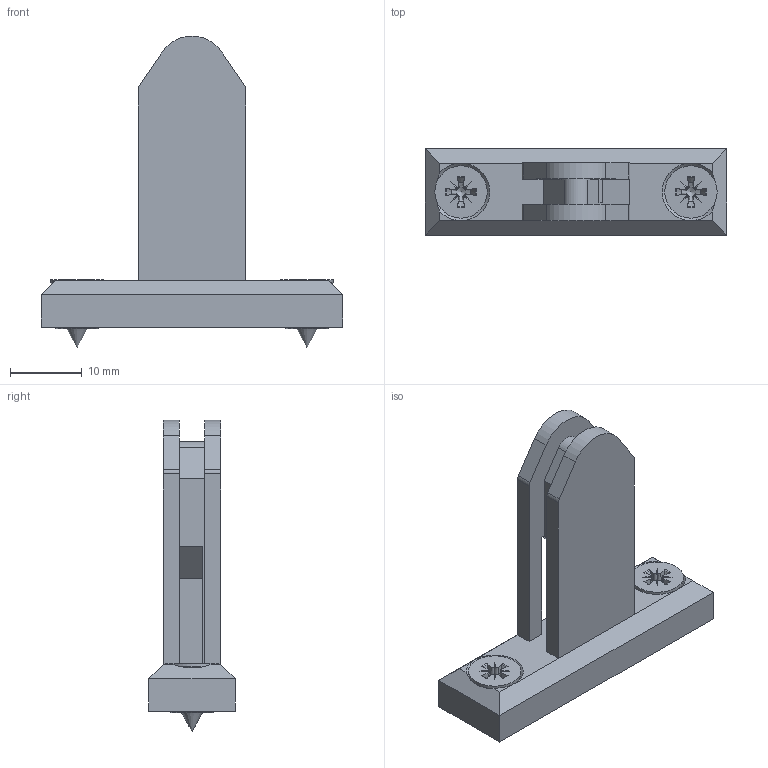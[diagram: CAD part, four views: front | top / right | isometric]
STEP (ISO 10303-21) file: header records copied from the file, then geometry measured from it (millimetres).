
FILE_DESCRIPTION(/* description */ (''),/* implementation_level */ '2;1');
FILE_NAME(/* name */ 'PB-AXISPRO-ZNACZ-FRONT.stp',/* time_stamp */ '2023-08-24T12:11:38+02:00',/* author */ ('tomaszw'),/* organization */ (''),/* preprocessor_version */ 'ST-DEVELOPER v19.2',/* originating_system */ 'Autodesk Inventor 2023',/* authorisation */ '');
FILE_SCHEMA (('AUTOMOTIVE_DESIGN { 1 0 10303 214 3 1 1 }'));
Length unit declared in the file: millimetre
Products named in the file (4): PB-AXISPRO-ZNACZ-FRONT; znacznik frontu; ISO 7050 - ST 3,5 x 9,5 - C - Z; ISO 4032 - M4
Assembly tree (5 placements, depth 2):
  PB-AXISPRO-ZNACZ-FRONT
    znacznik frontu
    ISO 7050 - ST 3,5 x 9,5 - C - Z  x2
    ISO 4032 - M4  x2
Bounding box: 42 x 12 x 43.4 mm (x, y, z)
Volume: 5026.7 mm3; surface area: 4809.6 mm2
Topology: 5 solids, 5 shells, 186 faces, 496 edges, 318 vertices
Faces by surface type: plane 123, cone 40, cylinder 15, torus 8
Full cylindrical faces by diameter (mm): 3.242 x2, 3.5 x2, 4 x2, 7.3 x2
Entity records: 4503 total; most frequent: CARTESIAN_POINT 1007, ORIENTED_EDGE 720, DIRECTION 664, EDGE_CURVE 360, LINE 244, VECTOR 244, VERTEX_POINT 232, AXIS2_PLACEMENT_3D 210
